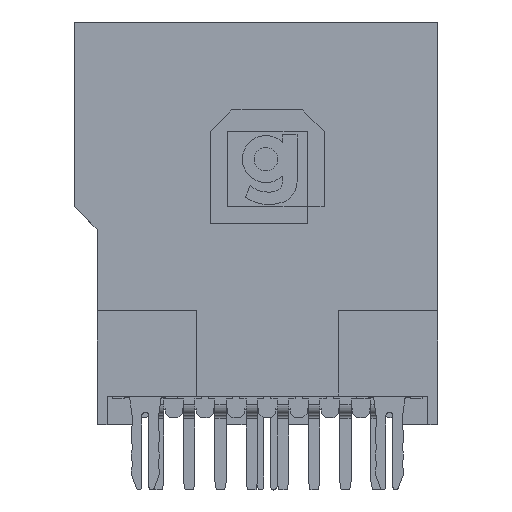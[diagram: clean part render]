
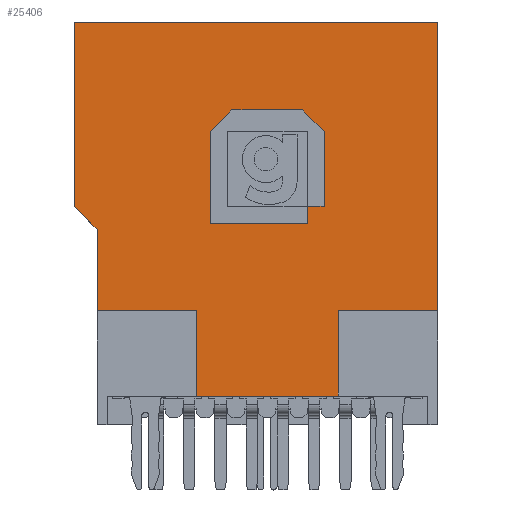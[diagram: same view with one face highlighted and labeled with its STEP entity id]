
A CAD part, top view. The second image highlights one B-rep face of the part: STEP entity #25406.
In plain terms, the highlighted planar face has unit normal (0, 0, 1).
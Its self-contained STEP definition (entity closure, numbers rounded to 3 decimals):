
#1259=DIRECTION('',(-1.,0.,0.));
#1260=VECTOR('',#1259,5.);
#1261=CARTESIAN_POINT('',(-34.8,-10.71,1.65));
#1262=LINE('',#1261,#1260);
#1375=DIRECTION('',(0.,1.,0.));
#1376=VECTOR('',#1375,2.88);
#1377=CARTESIAN_POINT('',(-43.3,-7.71,1.65));
#1378=LINE('',#1377,#1376);
#1395=DIRECTION('',(0.,-1.,0.));
#1396=VECTOR('',#1395,3.);
#1397=CARTESIAN_POINT('',(-39.8,-7.71,1.65));
#1398=LINE('',#1397,#1396);
#1399=DIRECTION('',(1.,0.,0.));
#1400=VECTOR('',#1399,3.5);
#1401=CARTESIAN_POINT('',(-43.3,-7.71,1.65));
#1402=LINE('',#1401,#1400);
#1403=DIRECTION('',(0.707,-0.707,0.));
#1404=VECTOR('',#1403,1.131);
#1405=CARTESIAN_POINT('',(-44.1,-4.03,1.65));
#1406=LINE('',#1405,#1404);
#1407=DIRECTION('',(1.,0.,0.));
#1408=VECTOR('',#1407,3.5);
#1409=CARTESIAN_POINT('',(-34.8,-7.71,1.65));
#1410=LINE('',#1409,#1408);
#1411=DIRECTION('',(0.,1.,0.));
#1412=VECTOR('',#1411,3.);
#1413=CARTESIAN_POINT('',(-34.8,-10.71,1.65));
#1414=LINE('',#1413,#1412);
#1415=DIRECTION('',(-1.,0.,0.));
#1416=VECTOR('',#1415,3.42);
#1417=CARTESIAN_POINT('',(-35.88,-4.63,1.65));
#1418=LINE('',#1417,#1416);
#1419=DIRECTION('',(0.,-1.,0.));
#1420=VECTOR('',#1419,0.6);
#1421=CARTESIAN_POINT('',(-35.88,-4.03,1.65));
#1422=LINE('',#1421,#1420);
#1423=DIRECTION('',(-1.,0.,0.));
#1424=VECTOR('',#1423,0.58);
#1425=CARTESIAN_POINT('',(-35.3,-4.03,1.65));
#1426=LINE('',#1425,#1424);
#1427=DIRECTION('',(0.,-1.,0.));
#1428=VECTOR('',#1427,2.65);
#1429=CARTESIAN_POINT('',(-35.3,-1.38,1.65));
#1430=LINE('',#1429,#1428);
#1431=DIRECTION('',(0.707,-0.707,0.));
#1432=VECTOR('',#1431,1.061);
#1433=CARTESIAN_POINT('',(-36.05,-0.63,1.65));
#1434=LINE('',#1433,#1432);
#1435=DIRECTION('',(1.,0.,0.));
#1436=VECTOR('',#1435,2.5);
#1437=CARTESIAN_POINT('',(-38.55,-0.63,1.65));
#1438=LINE('',#1437,#1436);
#1439=DIRECTION('',(0.707,0.707,0.));
#1440=VECTOR('',#1439,1.061);
#1441=CARTESIAN_POINT('',(-39.3,-1.38,1.65));
#1442=LINE('',#1441,#1440);
#1443=DIRECTION('',(0.,1.,0.));
#1444=VECTOR('',#1443,3.25);
#1445=CARTESIAN_POINT('',(-39.3,-4.63,1.65));
#1446=LINE('',#1445,#1444);
#2853=DIRECTION('',(0.,-1.,0.));
#2854=VECTOR('',#2853,10.18);
#2855=CARTESIAN_POINT('',(-31.3,2.47,1.65));
#2856=LINE('',#2855,#2854);
#2873=DIRECTION('',(1.,0.,0.));
#2874=VECTOR('',#2873,12.8);
#2875=CARTESIAN_POINT('',(-44.1,2.47,1.65));
#2876=LINE('',#2875,#2874);
#2881=DIRECTION('',(0.,1.,0.));
#2882=VECTOR('',#2881,6.5);
#2883=CARTESIAN_POINT('',(-44.1,-4.03,1.65));
#2884=LINE('',#2883,#2882);
#21000=CARTESIAN_POINT('',(-43.3,-4.83,1.65));
#21002=VERTEX_POINT('',#21000);
#21198=CARTESIAN_POINT('',(-36.05,-0.63,1.65));
#21200=VERTEX_POINT('',#21198);
#21202=CARTESIAN_POINT('',(-38.55,-0.63,1.65));
#21204=VERTEX_POINT('',#21202);
#21206=CARTESIAN_POINT('',(-35.3,-1.38,1.65));
#21208=VERTEX_POINT('',#21206);
#21220=CARTESIAN_POINT('',(-39.3,-1.38,1.65));
#21222=VERTEX_POINT('',#21220);
#21326=CARTESIAN_POINT('',(-34.8,-7.71,1.65));
#21327=VERTEX_POINT('',#21326);
#21378=CARTESIAN_POINT('',(-43.3,-7.71,1.65));
#21379=VERTEX_POINT('',#21378);
#21434=CARTESIAN_POINT('',(-31.3,-7.71,1.65));
#21435=VERTEX_POINT('',#21434);
#21456=CARTESIAN_POINT('',(-39.8,-7.71,1.65));
#21457=VERTEX_POINT('',#21456);
#21540=CARTESIAN_POINT('',(-35.88,-4.63,1.65));
#21541=VERTEX_POINT('',#21540);
#21546=CARTESIAN_POINT('',(-39.3,-4.63,1.65));
#21547=VERTEX_POINT('',#21546);
#21548=CARTESIAN_POINT('',(-35.88,-4.03,1.65));
#21549=VERTEX_POINT('',#21548);
#21608=CARTESIAN_POINT('',(-31.3,2.47,1.65));
#21610=VERTEX_POINT('',#21608);
#21628=CARTESIAN_POINT('',(-35.3,-4.03,1.65));
#21629=VERTEX_POINT('',#21628);
#21806=CARTESIAN_POINT('',(-34.8,-10.71,1.65));
#21807=CARTESIAN_POINT('',(-39.8,-10.71,1.65));
#21808=VERTEX_POINT('',#21806);
#21809=VERTEX_POINT('',#21807);
#21810=CARTESIAN_POINT('',(-44.1,2.47,1.65));
#21811=VERTEX_POINT('',#21810);
#21812=CARTESIAN_POINT('',(-44.1,-4.03,1.65));
#21813=VERTEX_POINT('',#21812);
#25363=CARTESIAN_POINT('',(-44.1,2.47,1.65));
#25364=DIRECTION('',(0.,0.,-1.));
#25365=DIRECTION('',(-1.,0.,0.));
#25366=AXIS2_PLACEMENT_3D('',#25363,#25364,#25365);
#25367=PLANE('',#25366);
#25369=ORIENTED_EDGE('',*,*,#25368,.F.);
#25371=ORIENTED_EDGE('',*,*,#25370,.F.);
#25372=ORIENTED_EDGE('',*,*,#25346,.T.);
#25374=ORIENTED_EDGE('',*,*,#25373,.F.);
#25376=ORIENTED_EDGE('',*,*,#25375,.T.);
#25378=ORIENTED_EDGE('',*,*,#25377,.T.);
#25380=ORIENTED_EDGE('',*,*,#25379,.T.);
#25382=ORIENTED_EDGE('',*,*,#25381,.F.);
#25384=ORIENTED_EDGE('',*,*,#25383,.F.);
#25385=ORIENTED_EDGE('',*,*,#25107,.T.);
#25386=EDGE_LOOP('',(#25369,#25371,#25372,#25374,#25376,#25378,#25380,#25382,
#25384,#25385));
#25387=FACE_OUTER_BOUND('',#25386,.F.);
#25389=ORIENTED_EDGE('',*,*,#25388,.F.);
#25391=ORIENTED_EDGE('',*,*,#25390,.F.);
#25393=ORIENTED_EDGE('',*,*,#25392,.F.);
#25395=ORIENTED_EDGE('',*,*,#25394,.F.);
#25397=ORIENTED_EDGE('',*,*,#25396,.F.);
#25399=ORIENTED_EDGE('',*,*,#25398,.F.);
#25401=ORIENTED_EDGE('',*,*,#25400,.F.);
#25403=ORIENTED_EDGE('',*,*,#25402,.F.);
#25404=EDGE_LOOP('',(#25389,#25391,#25393,#25395,#25397,#25399,#25401,#25403));
#25405=FACE_BOUND('',#25404,.F.);
#25107=EDGE_CURVE('',#21808,#21809,#1262,.T.);
#25346=EDGE_CURVE('',#21379,#21002,#1378,.T.);
#25368=EDGE_CURVE('',#21457,#21809,#1398,.T.);
#25370=EDGE_CURVE('',#21379,#21457,#1402,.T.);
#25373=EDGE_CURVE('',#21813,#21002,#1406,.T.);
#25375=EDGE_CURVE('',#21813,#21811,#2884,.T.);
#25377=EDGE_CURVE('',#21811,#21610,#2876,.T.);
#25379=EDGE_CURVE('',#21610,#21435,#2856,.T.);
#25381=EDGE_CURVE('',#21327,#21435,#1410,.T.);
#25383=EDGE_CURVE('',#21808,#21327,#1414,.T.);
#25388=EDGE_CURVE('',#21541,#21547,#1418,.T.);
#25390=EDGE_CURVE('',#21549,#21541,#1422,.T.);
#25392=EDGE_CURVE('',#21629,#21549,#1426,.T.);
#25394=EDGE_CURVE('',#21208,#21629,#1430,.T.);
#25396=EDGE_CURVE('',#21200,#21208,#1434,.T.);
#25398=EDGE_CURVE('',#21204,#21200,#1438,.T.);
#25400=EDGE_CURVE('',#21222,#21204,#1442,.T.);
#25402=EDGE_CURVE('',#21547,#21222,#1446,.T.);
#25406=ADVANCED_FACE('',(#25387,#25405),#25367,.F.);
